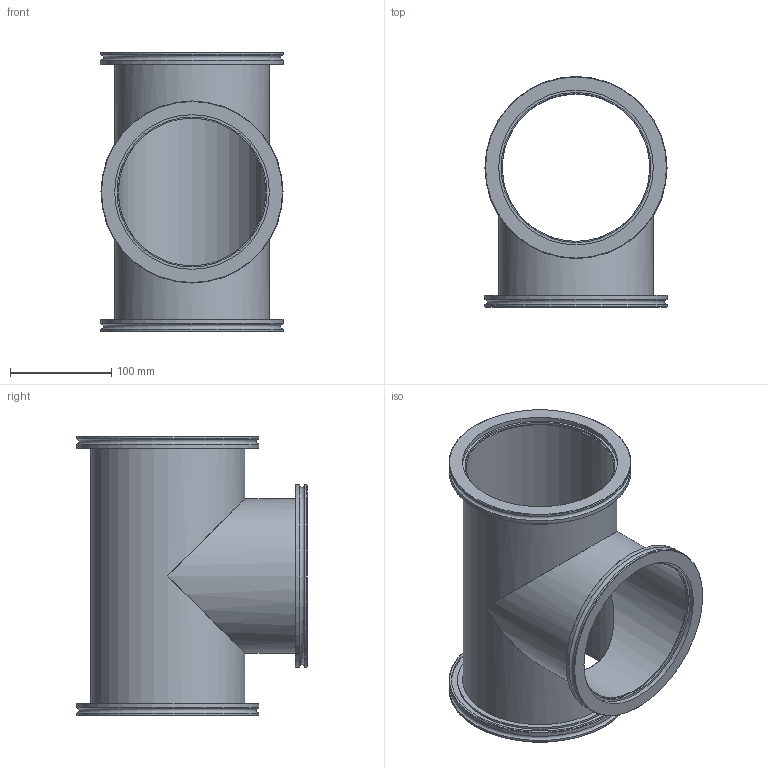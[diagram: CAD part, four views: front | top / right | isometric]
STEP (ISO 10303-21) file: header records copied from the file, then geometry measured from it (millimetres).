
FILE_DESCRIPTION(/* description */ (''),/* implementation_level */ '2;1');
FILE_NAME(/* name */ 'FL-T160LF-138.stp',/* time_stamp */ '2020-11-13T08:15:25+00:00',/* author */ ('Paul'),/* organization */ (''),/* preprocessor_version */ 'ST-DEVELOPER v18.1',/* originating_system */ 'Autodesk Inventor 2021',/* authorisation */ '');
FILE_SCHEMA (('AUTOMOTIVE_DESIGN { 1 0 10303 214 3 1 1 }'));
Length unit declared in the file: millimetre
Products named in the file (4): FL-T160LF-138; Tube1; Tube; FL-160LF-W
Assembly tree (5 placements, depth 2):
  FL-T160LF-138
    Tube1
    Tube
    FL-160LF-W  x3
Bounding box: 180 x 228 x 276 mm (x, y, z)
Volume: 674121.8 mm3; surface area: 386079.9 mm2
Topology: 5 solids, 5 shells, 59 faces, 108 edges, 68 vertices
Faces by surface type: plane 25, cylinder 25, cone 6, torus 3
Full cylindrical faces by diameter (mm): 146 x2, 148.3 x3, 152.4 x2, 153 x6, 163 x3, 175 x3, 180 x6
Entity records: 870 total; most frequent: DIRECTION 157, CARTESIAN_POINT 120, ORIENTED_EDGE 104, AXIS2_PLACEMENT_3D 69, EDGE_CURVE 52, EDGE_LOOP 36, VERTEX_POINT 32, FACE_OUTER_BOUND 27
